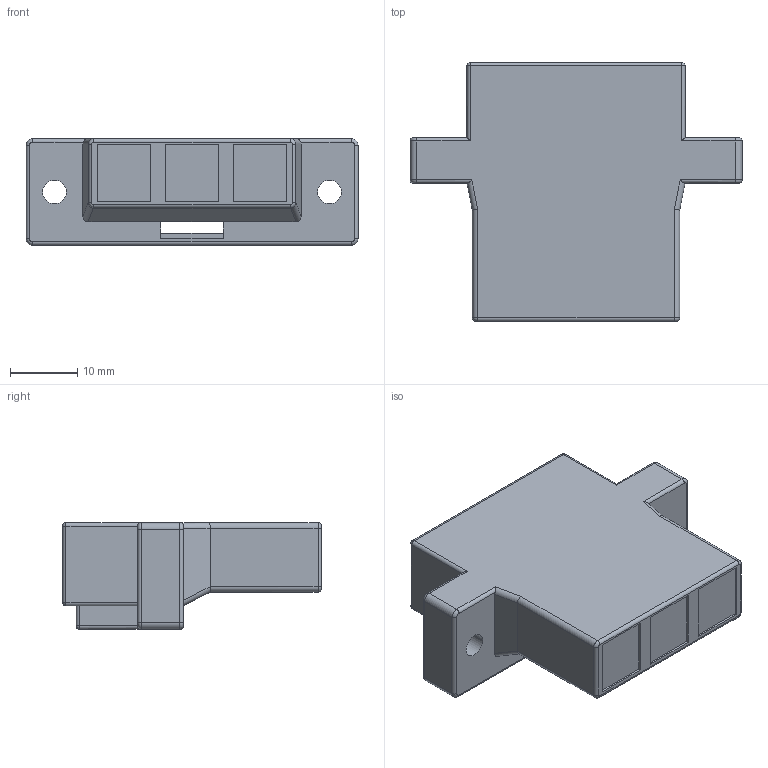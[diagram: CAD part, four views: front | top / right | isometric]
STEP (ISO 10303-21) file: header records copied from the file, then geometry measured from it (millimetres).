
FILE_DESCRIPTION(('CoCreate Modeling STEP Export'),'2;1');
FILE_NAME('DF60-3EP-10.16C.stp','2013-08-20T11:23:50',(''),(''),'CoCreate Modeling STEP processor for AP214 (Solid Model)','CoCreate Modeling 17.0 01-Apr-2010 (C) Parametric Technology GmbH','');
FILE_SCHEMA(('AUTOMOTIVE_DESIGN { 1 0 10303 214 1 1 1 1 }'));
Length unit declared in the file: millimetre
Products named in the file (1): DF60-3EP-10.16C
Bounding box: 49.52 x 38.6 x 15.9 mm (x, y, z)
Volume: 11967.5 mm3; surface area: 6941.6 mm2
Topology: 1 solids, 1 shells, 124 faces, 319 edges, 192 vertices
Faces by surface type: plane 61, cylinder 45, torus 12, sphere 6
Entity records: 3908 total; most frequent: CARTESIAN_POINT 865, DIRECTION 641, ORIENTED_EDGE 626, EDGE_CURVE 313, AXIS2_PLACEMENT_3D 215, VECTOR 211, LINE 211, VERTEX_POINT 192
